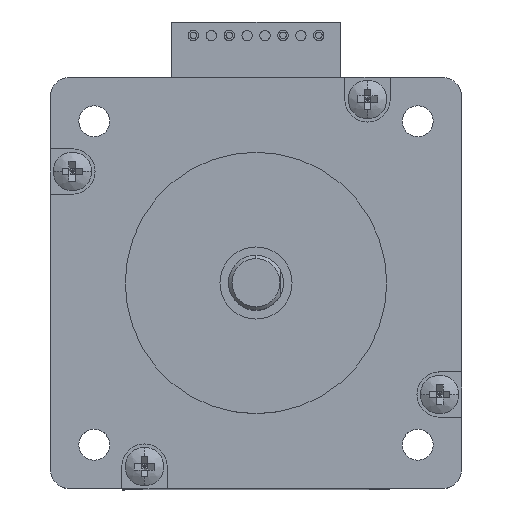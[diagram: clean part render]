
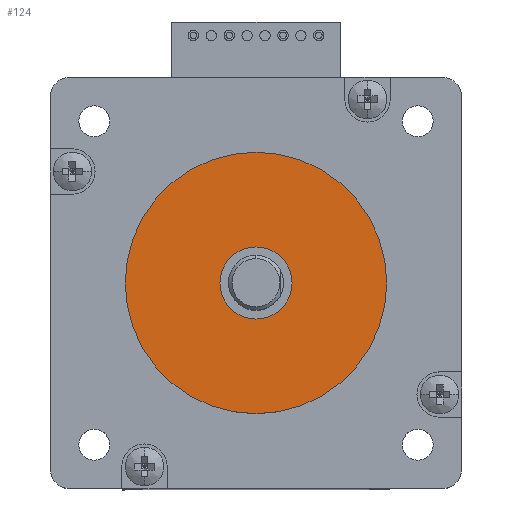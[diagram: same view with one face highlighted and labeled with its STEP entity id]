
A CAD part, top view. The second image highlights one B-rep face of the part: STEP entity #124.
In plain terms, the highlighted face is planar.
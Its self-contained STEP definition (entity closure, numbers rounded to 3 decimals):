
#124 = ADVANCED_FACE ( 'NONE', ( #34335, #8164 ), #18729, .T. ) ;
#4370 = CARTESIAN_POINT ( 'NONE',  ( 0., 0., -1.6 ) ) ;
#6138 = EDGE_LOOP ( 'NONE', ( #41955, #26444 ) ) ;
#6826 = ORIENTED_EDGE ( 'NONE', *, *, #30644, .T. ) ;
#7713 = CARTESIAN_POINT ( 'NONE',  ( 0., 0., -1.6 ) ) ;
#8164 = FACE_OUTER_BOUND ( 'NONE', #18523, .T. ) ;
#8840 = DIRECTION ( 'NONE',  ( 0., -1., 0. ) ) ;
#9095 = CARTESIAN_POINT ( 'NONE',  ( -19.05, 0., -1.6 ) ) ;
#10381 = CIRCLE ( 'NONE', #39220, 19.05 ) ;
#10399 = AXIS2_PLACEMENT_3D ( 'NONE', #25111, #24954, #24751 ) ;
#10925 = DIRECTION ( 'NONE',  ( 0., 0., -1. ) ) ;
#14130 = DIRECTION ( 'NONE',  ( 0., 0., 1. ) ) ;
#14566 = VERTEX_POINT ( 'NONE', #39985 ) ;
#15940 = DIRECTION ( 'NONE',  ( -1., 0., 0. ) ) ;
#17306 = CARTESIAN_POINT ( 'NONE',  ( 19.832, 19.812, -1.6 ) ) ;
#17524 = CARTESIAN_POINT ( 'NONE',  ( 5.25, 0., -1.6 ) ) ;
#18523 = EDGE_LOOP ( 'NONE', ( #6826, #19739 ) ) ;
#18729 = PLANE ( 'NONE',  #24233 ) ;
#18937 = EDGE_CURVE ( 'NONE', #35245, #37320, #35454, .T. ) ;
#19739 = ORIENTED_EDGE ( 'NONE', *, *, #23311, .T. ) ;
#20784 = EDGE_CURVE ( 'NONE', #37320, #35245, #33569, .T. ) ;
#22207 = DIRECTION ( 'NONE',  ( -1., 0., 0. ) ) ;
#22492 = CARTESIAN_POINT ( 'NONE',  ( -5.25, 0., -1.6 ) ) ;
#22791 = DIRECTION ( 'NONE',  ( -1., 0., 0. ) ) ;
#23135 = DIRECTION ( 'NONE',  ( 0., 0., -1. ) ) ;
#23187 = CARTESIAN_POINT ( 'NONE',  ( 0., 0., -1.6 ) ) ;
#23311 = EDGE_CURVE ( 'NONE', #14566, #35640, #31720, .T. ) ;
#24233 = AXIS2_PLACEMENT_3D ( 'NONE', #17306, #34616, #8840 ) ;
#24751 = DIRECTION ( 'NONE',  ( -1., 0., 0. ) ) ;
#24954 = DIRECTION ( 'NONE',  ( 0., 0., 1. ) ) ;
#25111 = CARTESIAN_POINT ( 'NONE',  ( 0., 0., -1.6 ) ) ;
#26444 = ORIENTED_EDGE ( 'NONE', *, *, #20784, .T. ) ;
#30644 = EDGE_CURVE ( 'NONE', #35640, #14566, #10381, .T. ) ;
#31720 = CIRCLE ( 'NONE', #34688, 19.05 ) ;
#33569 = CIRCLE ( 'NONE', #42505, 5.25 ) ;
#34335 = FACE_BOUND ( 'NONE', #6138, .T. ) ;
#34616 = DIRECTION ( 'NONE',  ( 0., 0., -1. ) ) ;
#34688 = AXIS2_PLACEMENT_3D ( 'NONE', #23187, #23135, #22791 ) ;
#35245 = VERTEX_POINT ( 'NONE', #22492 ) ;
#35454 = CIRCLE ( 'NONE', #10399, 5.25 ) ;
#35640 = VERTEX_POINT ( 'NONE', #9095 ) ;
#37320 = VERTEX_POINT ( 'NONE', #17524 ) ;
#39220 = AXIS2_PLACEMENT_3D ( 'NONE', #7713, #10925, #22207 ) ;
#39985 = CARTESIAN_POINT ( 'NONE',  ( 19.05, 0., -1.6 ) ) ;
#41955 = ORIENTED_EDGE ( 'NONE', *, *, #18937, .T. ) ;
#42505 = AXIS2_PLACEMENT_3D ( 'NONE', #4370, #14130, #15940 ) ;
